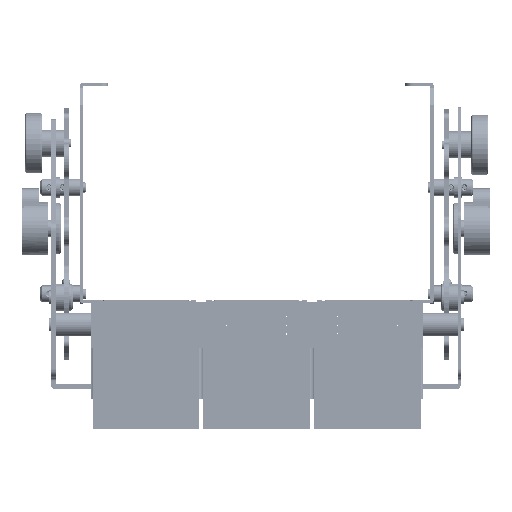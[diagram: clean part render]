
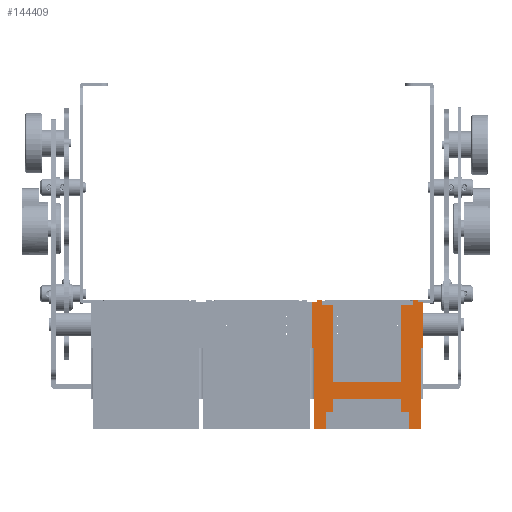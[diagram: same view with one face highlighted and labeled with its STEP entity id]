
A CAD part, front view. The second image highlights one B-rep face of the part: STEP entity #144409.
In plain terms, the highlighted planar face has unit normal (0, -1, 0).
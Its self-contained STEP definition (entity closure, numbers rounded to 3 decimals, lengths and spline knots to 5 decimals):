
#137230=DIRECTION('',(-1.,0.,0.));
#137231=VECTOR('',#137230,0.0065);
#137232=CARTESIAN_POINT('',(0.00138,0.05498,0.043));
#137233=LINE('',#137232,#137231);
#137598=DIRECTION('',(1.,0.,0.));
#137599=VECTOR('',#137598,0.00675);
#137600=CARTESIAN_POINT('',(-0.00987,0.05498,-0.03));
#137601=LINE('',#137600,#137599);
#137614=DIRECTION('',(1.,0.,0.));
#137615=VECTOR('',#137614,0.00675);
#137616=CARTESIAN_POINT('',(0.04588,0.05498,-0.03));
#137617=LINE('',#137616,#137615);
#137642=DIRECTION('',(1.,0.,0.));
#137643=VECTOR('',#137642,0.0065);
#137644=CARTESIAN_POINT('',(0.04138,0.05498,0.043));
#137645=LINE('',#137644,#137643);
#137646=DIRECTION('',(0.,0.,1.));
#137647=VECTOR('',#137646,0.003);
#137648=CARTESIAN_POINT('',(0.04788,0.05498,0.043));
#137649=LINE('',#137648,#137647);
#137650=DIRECTION('',(1.,0.,0.));
#137651=VECTOR('',#137650,0.003);
#137652=CARTESIAN_POINT('',(0.04788,0.05498,0.046));
#137653=LINE('',#137652,#137651);
#137654=DIRECTION('',(0.,0.,-1.));
#137655=VECTOR('',#137654,0.0015);
#137656=CARTESIAN_POINT('',(0.05088,0.05498,0.046));
#137657=LINE('',#137656,#137655);
#137658=DIRECTION('',(1.,0.,0.));
#137659=VECTOR('',#137658,0.003);
#137660=CARTESIAN_POINT('',(0.05088,0.05498,0.0445));
#137661=LINE('',#137660,#137659);
#137666=DIRECTION('',(1.,0.,0.));
#137667=VECTOR('',#137666,0.0045);
#137668=CARTESIAN_POINT('',(-0.00312,0.05498,-0.02));
#137669=LINE('',#137668,#137667);
#137674=DIRECTION('',(0.,0.,1.));
#137675=VECTOR('',#137674,0.008);
#137676=CARTESIAN_POINT('',(0.00138,0.05498,-0.02));
#137677=LINE('',#137676,#137675);
#137686=DIRECTION('',(1.,0.,0.));
#137687=VECTOR('',#137686,0.04);
#137688=CARTESIAN_POINT('',(0.00138,0.05498,-0.012));
#137689=LINE('',#137688,#137687);
#137714=DIRECTION('',(0.,0.,-1.));
#137715=VECTOR('',#137714,0.008);
#137716=CARTESIAN_POINT('',(0.04138,0.05498,-0.012));
#137717=LINE('',#137716,#137715);
#137734=DIRECTION('',(1.,0.,0.));
#137735=VECTOR('',#137734,0.0045);
#137736=CARTESIAN_POINT('',(0.04138,0.05498,-0.02));
#137737=LINE('',#137736,#137735);
#138104=DIRECTION('',(0.,0.,1.));
#138105=VECTOR('',#138104,0.0265);
#138106=CARTESIAN_POINT('',(0.05388,0.05498,0.018));
#138107=LINE('',#138106,#138105);
#138141=DIRECTION('',(0.,0.,1.));
#138142=VECTOR('',#138141,0.048);
#138143=CARTESIAN_POINT('',(0.05263,0.05498,-0.03));
#138144=LINE('',#138143,#138142);
#138149=DIRECTION('',(1.,0.,0.));
#138150=VECTOR('',#138149,0.00125);
#138151=CARTESIAN_POINT('',(0.05263,0.05498,0.018));
#138152=LINE('',#138151,#138150);
#138175=DIRECTION('',(0.,0.,-1.));
#138176=VECTOR('',#138175,0.045);
#138177=CARTESIAN_POINT('',(0.04138,0.05498,0.043));
#138178=LINE('',#138177,#138176);
#138195=DIRECTION('',(-1.,0.,0.));
#138196=VECTOR('',#138195,0.04);
#138197=CARTESIAN_POINT('',(0.04138,0.05498,
-0.002));
#138198=LINE('',#138197,#138196);
#138207=DIRECTION('',(0.,0.,1.));
#138208=VECTOR('',#138207,0.045);
#138209=CARTESIAN_POINT('',(0.00138,0.05498,
-0.002));
#138210=LINE('',#138209,#138208);
#138803=DIRECTION('',(0.,0.,1.));
#138804=VECTOR('',#138803,0.01);
#138805=CARTESIAN_POINT('',(-0.00312,0.05498,-0.03));
#138806=LINE('',#138805,#138804);
#138947=DIRECTION('',(0.,0.,-1.));
#138948=VECTOR('',#138947,0.01);
#138949=CARTESIAN_POINT('',(0.04588,0.05498,-0.02));
#138950=LINE('',#138949,#138948);
#138959=DIRECTION('',(0.,0.,-1.));
#138960=VECTOR('',#138959,0.048);
#138961=CARTESIAN_POINT('',(-0.00987,0.05498,0.018));
#138962=LINE('',#138961,#138960);
#139016=DIRECTION('',(0.,0.,-1.));
#139017=VECTOR('',#139016,0.0265);
#139018=CARTESIAN_POINT('',(-0.01112,0.05498,0.0445));
#139019=LINE('',#139018,#139017);
#139020=DIRECTION('',(-1.,0.,0.));
#139021=VECTOR('',#139020,0.003);
#139022=CARTESIAN_POINT('',(-0.00812,0.05498,0.0445));
#139023=LINE('',#139022,#139021);
#139040=DIRECTION('',(0.,0.,-1.));
#139041=VECTOR('',#139040,0.0015);
#139042=CARTESIAN_POINT('',(-0.00812,0.05498,0.046));
#139043=LINE('',#139042,#139041);
#139044=DIRECTION('',(-1.,0.,0.));
#139045=VECTOR('',#139044,0.003);
#139046=CARTESIAN_POINT('',(-0.00512,0.05498,0.046));
#139047=LINE('',#139046,#139045);
#139056=DIRECTION('',(0.,0.,1.));
#139057=VECTOR('',#139056,0.003);
#139058=CARTESIAN_POINT('',(-0.00512,0.05498,0.043));
#139059=LINE('',#139058,#139057);
#139077=DIRECTION('',(1.,0.,0.));
#139078=VECTOR('',#139077,0.00125);
#139079=CARTESIAN_POINT('',(-0.01112,0.05498,0.018));
#139080=LINE('',#139079,#139078);
#140289=CARTESIAN_POINT('',(0.00138,0.05498,0.043));
#140290=VERTEX_POINT('',#140289);
#140291=CARTESIAN_POINT('',(-0.00512,0.05498,0.043));
#140292=VERTEX_POINT('',#140291);
#140485=CARTESIAN_POINT('',(-0.00987,0.05498,-0.03));
#140486=CARTESIAN_POINT('',(-0.00312,0.05498,-0.03));
#140487=VERTEX_POINT('',#140485);
#140488=VERTEX_POINT('',#140486);
#140497=CARTESIAN_POINT('',(0.04588,0.05498,-0.03));
#140498=VERTEX_POINT('',#140497);
#140499=CARTESIAN_POINT('',(0.05263,0.05498,-0.03));
#140500=VERTEX_POINT('',#140499);
#140513=CARTESIAN_POINT('',(-0.00312,0.05498,-0.02));
#140514=CARTESIAN_POINT('',(0.00138,0.05498,-0.02));
#140515=VERTEX_POINT('',#140513);
#140516=VERTEX_POINT('',#140514);
#140517=CARTESIAN_POINT('',(-0.00987,0.05498,0.018));
#140518=VERTEX_POINT('',#140517);
#140519=CARTESIAN_POINT('',(-0.01112,0.05498,0.018));
#140520=VERTEX_POINT('',#140519);
#140521=CARTESIAN_POINT('',(-0.01112,0.05498,0.0445));
#140522=VERTEX_POINT('',#140521);
#140523=CARTESIAN_POINT('',(-0.00812,0.05498,0.0445));
#140524=VERTEX_POINT('',#140523);
#140525=CARTESIAN_POINT('',(-0.00812,0.05498,0.046));
#140526=VERTEX_POINT('',#140525);
#140527=CARTESIAN_POINT('',(-0.00512,0.05498,0.046));
#140528=VERTEX_POINT('',#140527);
#140529=CARTESIAN_POINT('',(0.00138,0.05498,
-0.002));
#140530=VERTEX_POINT('',#140529);
#140531=CARTESIAN_POINT('',(0.04138,0.05498,
-0.002));
#140532=VERTEX_POINT('',#140531);
#140533=CARTESIAN_POINT('',(0.04138,0.05498,0.043));
#140534=VERTEX_POINT('',#140533);
#140535=CARTESIAN_POINT('',(0.04788,0.05498,0.043));
#140536=VERTEX_POINT('',#140535);
#140537=CARTESIAN_POINT('',(0.04788,0.05498,0.046));
#140538=VERTEX_POINT('',#140537);
#140539=CARTESIAN_POINT('',(0.05088,0.05498,0.046));
#140540=VERTEX_POINT('',#140539);
#140541=CARTESIAN_POINT('',(0.05088,0.05498,0.0445));
#140542=VERTEX_POINT('',#140541);
#140543=CARTESIAN_POINT('',(0.05388,0.05498,0.0445));
#140544=VERTEX_POINT('',#140543);
#140545=CARTESIAN_POINT('',(0.05388,0.05498,0.018));
#140546=VERTEX_POINT('',#140545);
#140547=CARTESIAN_POINT('',(0.05263,0.05498,0.018));
#140548=VERTEX_POINT('',#140547);
#140549=CARTESIAN_POINT('',(0.04588,0.05498,-0.02));
#140550=VERTEX_POINT('',#140549);
#140551=CARTESIAN_POINT('',(0.04138,0.05498,-0.02));
#140552=VERTEX_POINT('',#140551);
#140553=CARTESIAN_POINT('',(0.04138,0.05498,-0.012));
#140554=VERTEX_POINT('',#140553);
#140555=CARTESIAN_POINT('',(0.00138,0.05498,-0.012));
#140556=VERTEX_POINT('',#140555);
#144349=CARTESIAN_POINT('',(0.05388,0.05498,0.046));
#144350=DIRECTION('',(0.,1.,0.));
#144351=DIRECTION('',(0.,0.,-1.));
#144352=AXIS2_PLACEMENT_3D('',#144349,#144350,#144351);
#144353=PLANE('',#144352);
#144355=ORIENTED_EDGE('',*,*,#144354,.F.);
#144357=ORIENTED_EDGE('',*,*,#144356,.F.);
#144358=ORIENTED_EDGE('',*,*,#144305,.F.);
#144360=ORIENTED_EDGE('',*,*,#144359,.F.);
#144362=ORIENTED_EDGE('',*,*,#144361,.F.);
#144364=ORIENTED_EDGE('',*,*,#144363,.F.);
#144366=ORIENTED_EDGE('',*,*,#144365,.F.);
#144368=ORIENTED_EDGE('',*,*,#144367,.F.);
#144370=ORIENTED_EDGE('',*,*,#144369,.F.);
#144372=ORIENTED_EDGE('',*,*,#144371,.F.);
#144373=ORIENTED_EDGE('',*,*,#143636,.F.);
#144375=ORIENTED_EDGE('',*,*,#144374,.F.);
#144377=ORIENTED_EDGE('',*,*,#144376,.F.);
#144379=ORIENTED_EDGE('',*,*,#144378,.F.);
#144381=ORIENTED_EDGE('',*,*,#144380,.T.);
#144383=ORIENTED_EDGE('',*,*,#144382,.T.);
#144385=ORIENTED_EDGE('',*,*,#144384,.T.);
#144387=ORIENTED_EDGE('',*,*,#144386,.T.);
#144389=ORIENTED_EDGE('',*,*,#144388,.T.);
#144391=ORIENTED_EDGE('',*,*,#144390,.F.);
#144393=ORIENTED_EDGE('',*,*,#144392,.F.);
#144395=ORIENTED_EDGE('',*,*,#144394,.F.);
#144396=ORIENTED_EDGE('',*,*,#144320,.F.);
#144398=ORIENTED_EDGE('',*,*,#144397,.F.);
#144400=ORIENTED_EDGE('',*,*,#144399,.F.);
#144402=ORIENTED_EDGE('',*,*,#144401,.F.);
#144404=ORIENTED_EDGE('',*,*,#144403,.F.);
#144406=ORIENTED_EDGE('',*,*,#144405,.F.);
#144407=EDGE_LOOP('',(#144355,#144357,#144358,#144360,#144362,#144364,#144366,
#144368,#144370,#144372,#144373,#144375,#144377,#144379,#144381,#144383,#144385,
#144387,#144389,#144391,#144393,#144395,#144396,#144398,#144400,#144402,#144404,
#144406));
#144408=FACE_OUTER_BOUND('',#144407,.F.);
#144409=ADVANCED_FACE('',(#144408),#144353,.F.);
#143636=EDGE_CURVE('',#140290,#140292,#137233,.T.);
#144305=EDGE_CURVE('',#140487,#140488,#137601,.T.);
#144320=EDGE_CURVE('',#140498,#140500,#137617,.T.);
#144354=EDGE_CURVE('',#140515,#140516,#137669,.T.);
#144356=EDGE_CURVE('',#140488,#140515,#138806,.T.);
#144359=EDGE_CURVE('',#140518,#140487,#138962,.T.);
#144361=EDGE_CURVE('',#140520,#140518,#139080,.T.);
#144363=EDGE_CURVE('',#140522,#140520,#139019,.T.);
#144365=EDGE_CURVE('',#140524,#140522,#139023,.T.);
#144367=EDGE_CURVE('',#140526,#140524,#139043,.T.);
#144369=EDGE_CURVE('',#140528,#140526,#139047,.T.);
#144371=EDGE_CURVE('',#140292,#140528,#139059,.T.);
#144374=EDGE_CURVE('',#140530,#140290,#138210,.T.);
#144376=EDGE_CURVE('',#140532,#140530,#138198,.T.);
#144378=EDGE_CURVE('',#140534,#140532,#138178,.T.);
#144380=EDGE_CURVE('',#140534,#140536,#137645,.T.);
#144382=EDGE_CURVE('',#140536,#140538,#137649,.T.);
#144384=EDGE_CURVE('',#140538,#140540,#137653,.T.);
#144386=EDGE_CURVE('',#140540,#140542,#137657,.T.);
#144388=EDGE_CURVE('',#140542,#140544,#137661,.T.);
#144390=EDGE_CURVE('',#140546,#140544,#138107,.T.);
#144392=EDGE_CURVE('',#140548,#140546,#138152,.T.);
#144394=EDGE_CURVE('',#140500,#140548,#138144,.T.);
#144397=EDGE_CURVE('',#140550,#140498,#138950,.T.);
#144399=EDGE_CURVE('',#140552,#140550,#137737,.T.);
#144401=EDGE_CURVE('',#140554,#140552,#137717,.T.);
#144403=EDGE_CURVE('',#140556,#140554,#137689,.T.);
#144405=EDGE_CURVE('',#140516,#140556,#137677,.T.);
